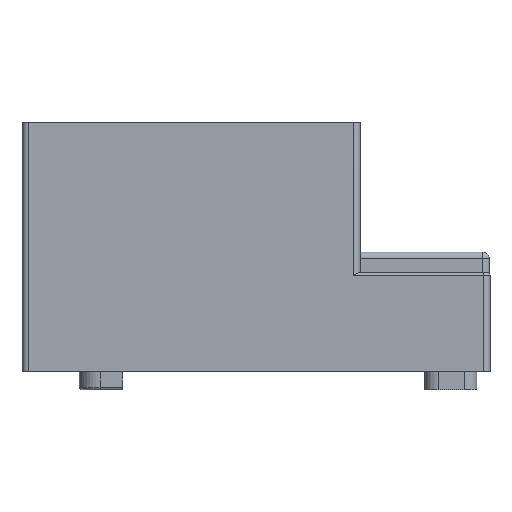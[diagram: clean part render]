
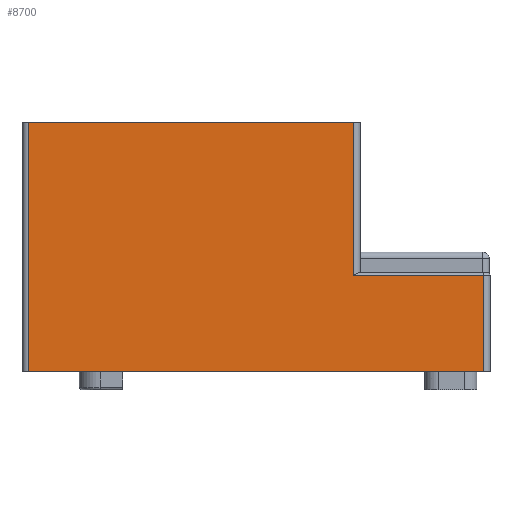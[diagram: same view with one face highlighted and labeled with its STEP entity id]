
A CAD part, left-side view. The second image highlights one B-rep face of the part: STEP entity #8700.
In plain terms, the highlighted planar face has unit normal (-1, 0, 0).
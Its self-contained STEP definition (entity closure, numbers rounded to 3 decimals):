
#564=LINE('',#13429,#1433);
#577=LINE('',#13487,#1446);
#578=LINE('',#13491,#1447);
#579=LINE('',#13493,#1448);
#580=LINE('',#13495,#1449);
#581=LINE('',#13496,#1450);
#1433=VECTOR('',#10770,10.);
#1446=VECTOR('',#10821,10.);
#1447=VECTOR('',#10826,10.);
#1448=VECTOR('',#10827,10.);
#1449=VECTOR('',#10828,10.);
#1450=VECTOR('',#10829,10.);
#2086=PLANE('',#9365);
#2574=FACE_OUTER_BOUND('',#3096,.T.);
#3096=EDGE_LOOP('',(#6700,#6701,#6702,#6703,#6704,#6705));
#4148=VERTEX_POINT('',#13415);
#4151=VERTEX_POINT('',#13420);
#4169=VERTEX_POINT('',#13486);
#4170=VERTEX_POINT('',#13490);
#4171=VERTEX_POINT('',#13492);
#4172=VERTEX_POINT('',#13494);
#5115=EDGE_CURVE('',#4151,#4148,#564,.T.);
#5140=EDGE_CURVE('',#4148,#4169,#577,.T.);
#5142=EDGE_CURVE('',#4151,#4170,#578,.T.);
#5143=EDGE_CURVE('',#4170,#4171,#579,.T.);
#5144=EDGE_CURVE('',#4172,#4171,#580,.T.);
#5145=EDGE_CURVE('',#4169,#4172,#581,.T.);
#6700=ORIENTED_EDGE('',*,*,#5115,.F.);
#6701=ORIENTED_EDGE('',*,*,#5142,.T.);
#6702=ORIENTED_EDGE('',*,*,#5143,.T.);
#6703=ORIENTED_EDGE('',*,*,#5144,.F.);
#6704=ORIENTED_EDGE('',*,*,#5145,.F.);
#6705=ORIENTED_EDGE('',*,*,#5140,.F.);
#8700=ADVANCED_FACE('',(#2574),#2086,.T.);
#9365=AXIS2_PLACEMENT_3D('',#13489,#10824,#10825);
#10770=DIRECTION('',(0.,-1.,0.));
#10821=DIRECTION('',(0.,0.,-1.));
#10824=DIRECTION('center_axis',(-1.,0.,0.));
#10825=DIRECTION('ref_axis',(0.,0.,1.));
#10826=DIRECTION('',(0.,0.,1.));
#10827=DIRECTION('',(0.,1.,0.));
#10828=DIRECTION('',(0.,0.,1.));
#10829=DIRECTION('',(0.,1.,0.));
#13415=CARTESIAN_POINT('',(-65.25,-87.5,37.));
#13420=CARTESIAN_POINT('',(-65.25,-37.5,37.));
#13429=CARTESIAN_POINT('',(-65.25,-77.5,37.));
#13486=CARTESIAN_POINT('',(-65.25,-87.5,0.));
#13487=CARTESIAN_POINT('',(-65.25,-87.5,0.));
#13489=CARTESIAN_POINT('Origin',(-65.25,-90.,0.));
#13490=CARTESIAN_POINT('',(-65.25,-37.5,96.));
#13491=CARTESIAN_POINT('',(-65.25,-37.5,48.));
#13492=CARTESIAN_POINT('',(-65.25,87.5,96.));
#13493=CARTESIAN_POINT('',(-65.25,-90.,96.));
#13494=CARTESIAN_POINT('',(-65.25,87.5,0.));
#13495=CARTESIAN_POINT('',(-65.25,87.5,0.));
#13496=CARTESIAN_POINT('',(-65.25,-90.,0.));
